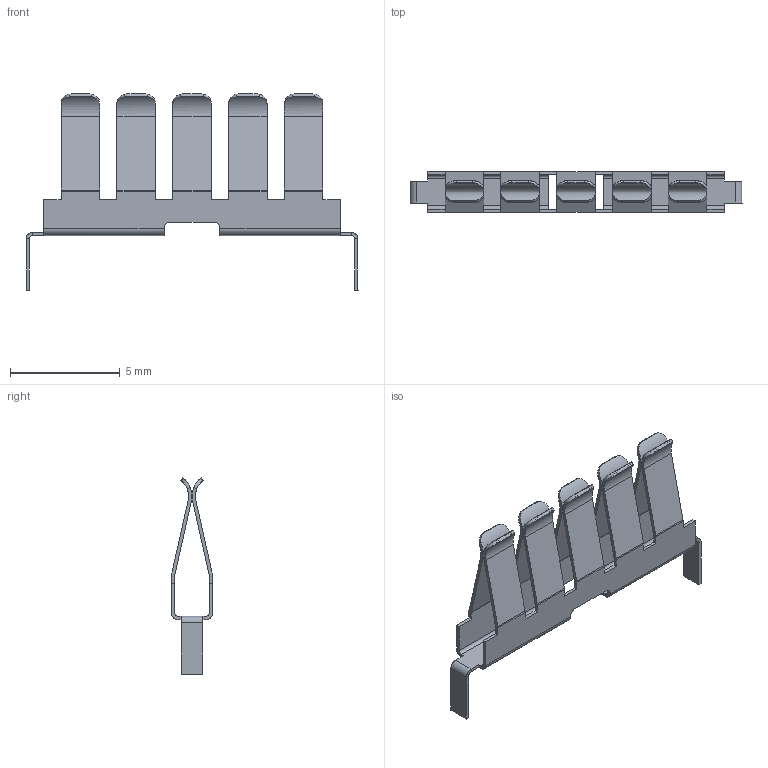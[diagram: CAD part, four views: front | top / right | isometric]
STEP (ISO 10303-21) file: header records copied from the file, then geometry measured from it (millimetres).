
FILE_DESCRIPTION(/* description */ (''),/* implementation_level */ '2;1');
FILE_NAME(/* name */ 'bbSimple v1.step',/* time_stamp */ '2023-05-13T12:28:46-07:00',/* author */ (''),/* organization */ (''),/* preprocessor_version */ 'ST-DEVELOPER v19.2',/* originating_system */ 'Autodesk Translation Framework v12.4.0.73',/* authorisation */ '');
FILE_SCHEMA (('AUTOMOTIVE_DESIGN { 1 0 10303 214 3 1 1 }'));
Length unit declared in the file: millimetre
Products named in the file (1): bbSimple
Bounding box: 15.1 x 1.86 x 8.92 mm (x, y, z)
Volume: 22.2 mm3; surface area: 319.1 mm2
Topology: 1 solids, 1 shells, 280 faces, 672 edges, 392 vertices
Faces by surface type: plane 184, cylinder 76, bspline 20
Entity records: 8321 total; most frequent: CARTESIAN_POINT 2149, ORIENTED_EDGE 1344, DIRECTION 1130, EDGE_CURVE 672, LINE 480, VECTOR 480, VERTEX_POINT 392, AXIS2_PLACEMENT_3D 325
